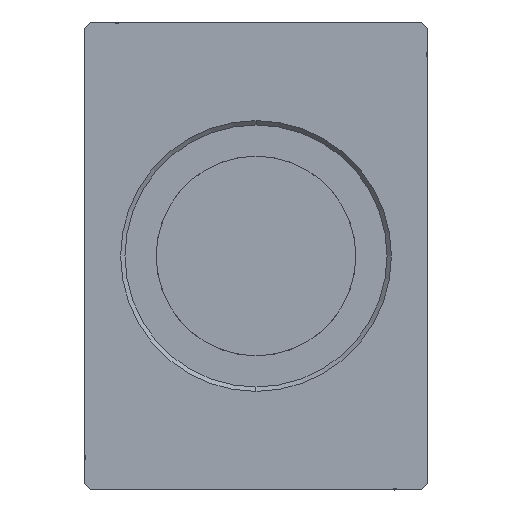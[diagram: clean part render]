
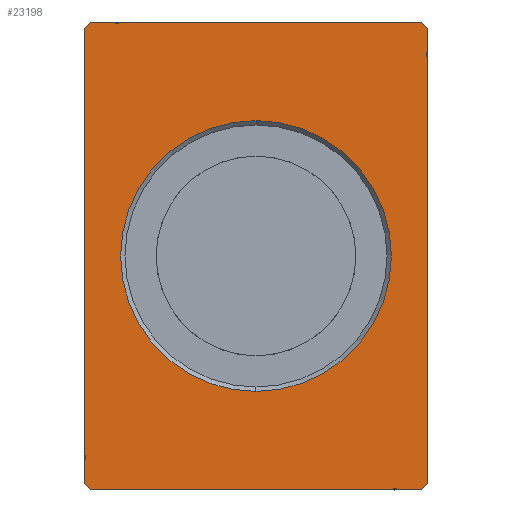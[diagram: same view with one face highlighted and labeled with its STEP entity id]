
A CAD part, left-side view. The second image highlights one B-rep face of the part: STEP entity #23198.
In plain terms, the highlighted planar face has unit normal (-1, 0, 0).
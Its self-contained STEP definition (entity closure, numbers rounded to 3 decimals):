
#90 = CIRCLE ( 'NONE', #27762, 21.7 ) ;
#621 = CARTESIAN_POINT ( 'NONE',  ( 0., -27.5, -36.5 ) ) ;
#961 = VECTOR ( 'NONE', #27749, 1000. ) ;
#1039 = LINE ( 'NONE', #34895, #35664 ) ;
#1364 = VERTEX_POINT ( 'NONE', #27783 ) ;
#1432 = PLANE ( 'NONE',  #9329 ) ;
#1461 = CARTESIAN_POINT ( 'NONE',  ( 0., 27.5, -36.5 ) ) ;
#1845 = EDGE_CURVE ( 'NONE', #18874, #14182, #27129, .T. ) ;
#1896 = ORIENTED_EDGE ( 'NONE', *, *, #20458, .F. ) ;
#2877 = EDGE_CURVE ( 'NONE', #17408, #1364, #27635, .T. ) ;
#3332 = ORIENTED_EDGE ( 'NONE', *, *, #37661, .F. ) ;
#4070 = ORIENTED_EDGE ( 'NONE', *, *, #5958, .F. ) ;
#4400 = DIRECTION ( 'NONE',  ( 0., 0., -1. ) ) ;
#4933 = EDGE_CURVE ( 'NONE', #14182, #18874, #90, .T. ) ;
#5877 = VECTOR ( 'NONE', #21578, 1000. ) ;
#5958 = EDGE_CURVE ( 'NONE', #15654, #11262, #24611, .T. ) ;
#6371 = ORIENTED_EDGE ( 'NONE', *, *, #4933, .T. ) ;
#7539 = ORIENTED_EDGE ( 'NONE', *, *, #21270, .F. ) ;
#7631 = VECTOR ( 'NONE', #35733, 1000. ) ;
#7781 = ORIENTED_EDGE ( 'NONE', *, *, #23468, .F. ) ;
#9204 = LINE ( 'NONE', #9602, #961 ) ;
#9282 = CARTESIAN_POINT ( 'NONE',  ( 0., -26.5, -37.5 ) ) ;
#9313 = VECTOR ( 'NONE', #37512, 1000. ) ;
#9329 = AXIS2_PLACEMENT_3D ( 'NONE', #26246, #23010, #14133 ) ;
#9602 = CARTESIAN_POINT ( 'NONE',  ( 0., 26.5, 37.5 ) ) ;
#9751 = AXIS2_PLACEMENT_3D ( 'NONE', #27495, #34137, #18806 ) ;
#10638 = ORIENTED_EDGE ( 'NONE', *, *, #16216, .F. ) ;
#10950 = ORIENTED_EDGE ( 'NONE', *, *, #1845, .T. ) ;
#11262 = VERTEX_POINT ( 'NONE', #13087 ) ;
#11300 = FACE_BOUND ( 'NONE', #36687, .T. ) ;
#11525 = CARTESIAN_POINT ( 'NONE',  ( 0., 26.5, 37.5 ) ) ;
#12488 = DIRECTION ( 'NONE',  ( 0., 0., -1. ) ) ;
#13087 = CARTESIAN_POINT ( 'NONE',  ( 0., 26.5, -37.5 ) ) ;
#13936 = FACE_OUTER_BOUND ( 'NONE', #37983, .T. ) ;
#14133 = DIRECTION ( 'NONE',  ( 0., 0., -1. ) ) ;
#14182 = VERTEX_POINT ( 'NONE', #30313 ) ;
#15654 = VERTEX_POINT ( 'NONE', #39506 ) ;
#16216 = EDGE_CURVE ( 'NONE', #31500, #26976, #1039, .T. ) ;
#16565 = CARTESIAN_POINT ( 'NONE',  ( 0., 27.5, 36.5 ) ) ;
#16738 = CARTESIAN_POINT ( 'NONE',  ( 0., 27.5, -36.5 ) ) ;
#17108 = DIRECTION ( 'NONE',  ( 0., 0.707, 0.707 ) ) ;
#17301 = CARTESIAN_POINT ( 'NONE',  ( 0., 26.5, -37.5 ) ) ;
#17408 = VERTEX_POINT ( 'NONE', #23356 ) ;
#18139 = CARTESIAN_POINT ( 'NONE',  ( 0., 0., 0. ) ) ;
#18740 = VERTEX_POINT ( 'NONE', #16738 ) ;
#18806 = DIRECTION ( 'NONE',  ( 0., 0., -1. ) ) ;
#18874 = VERTEX_POINT ( 'NONE', #30826 ) ;
#19282 = ORIENTED_EDGE ( 'NONE', *, *, #2877, .F. ) ;
#19657 = VECTOR ( 'NONE', #4400, 1000. ) ;
#20458 = EDGE_CURVE ( 'NONE', #11262, #18740, #38488, .T. ) ;
#20616 = ORIENTED_EDGE ( 'NONE', *, *, #22714, .F. ) ;
#21176 = CARTESIAN_POINT ( 'NONE',  ( 0., -26.5, 37.5 ) ) ;
#21270 = EDGE_CURVE ( 'NONE', #36367, #15654, #21979, .T. ) ;
#21280 = CARTESIAN_POINT ( 'NONE',  ( 0., -27.5, -36.5 ) ) ;
#21578 = DIRECTION ( 'NONE',  ( 0., 1., 0. ) ) ;
#21979 = LINE ( 'NONE', #621, #9313 ) ;
#22646 = VECTOR ( 'NONE', #30665, 1000. ) ;
#22714 = EDGE_CURVE ( 'NONE', #26976, #17408, #9204, .T. ) ;
#23010 = DIRECTION ( 'NONE',  ( 1., 0., 0. ) ) ;
#23198 = ADVANCED_FACE ( 'NONE', ( #11300, #13936 ), #1432, .F. ) ;
#23356 = CARTESIAN_POINT ( 'NONE',  ( 0., -26.5, 37.5 ) ) ;
#23468 = EDGE_CURVE ( 'NONE', #1364, #36367, #34843, .T. ) ;
#24611 = LINE ( 'NONE', #9282, #5877 ) ;
#26246 = CARTESIAN_POINT ( 'NONE',  ( 0., 0., 0. ) ) ;
#26976 = VERTEX_POINT ( 'NONE', #11525 ) ;
#27129 = CIRCLE ( 'NONE', #9751, 21.7 ) ;
#27495 = CARTESIAN_POINT ( 'NONE',  ( 0., 0., 0. ) ) ;
#27635 = LINE ( 'NONE', #21176, #22646 ) ;
#27749 = DIRECTION ( 'NONE',  ( 0., -1., 0. ) ) ;
#27762 = AXIS2_PLACEMENT_3D ( 'NONE', #18139, #27815, #12488 ) ;
#27783 = CARTESIAN_POINT ( 'NONE',  ( 0., -27.5, 36.5 ) ) ;
#27815 = DIRECTION ( 'NONE',  ( 1., 0., 0. ) ) ;
#29891 = VECTOR ( 'NONE', #17108, 1000. ) ;
#30313 = CARTESIAN_POINT ( 'NONE',  ( 0., 0., -21.7 ) ) ;
#30665 = DIRECTION ( 'NONE',  ( 0., -0.707, -0.707 ) ) ;
#30826 = CARTESIAN_POINT ( 'NONE',  ( 0., 0., 21.7 ) ) ;
#31500 = VERTEX_POINT ( 'NONE', #16565 ) ;
#31887 = DIRECTION ( 'NONE',  ( 0., -0.707, 0.707 ) ) ;
#32896 = LINE ( 'NONE', #1461, #7631 ) ;
#34137 = DIRECTION ( 'NONE',  ( 1., 0., 0. ) ) ;
#34843 = LINE ( 'NONE', #38485, #19657 ) ;
#34895 = CARTESIAN_POINT ( 'NONE',  ( 0., 27.5, 36.5 ) ) ;
#35664 = VECTOR ( 'NONE', #31887, 1000. ) ;
#35733 = DIRECTION ( 'NONE',  ( 0., 0., 1. ) ) ;
#36367 = VERTEX_POINT ( 'NONE', #21280 ) ;
#36687 = EDGE_LOOP ( 'NONE', ( #10950, #6371 ) ) ;
#37512 = DIRECTION ( 'NONE',  ( 0., 0.707, -0.707 ) ) ;
#37661 = EDGE_CURVE ( 'NONE', #18740, #31500, #32896, .T. ) ;
#37983 = EDGE_LOOP ( 'NONE', ( #10638, #3332, #1896, #4070, #7539, #7781, #19282, #20616 ) ) ;
#38485 = CARTESIAN_POINT ( 'NONE',  ( 0., -27.5, 36.5 ) ) ;
#38488 = LINE ( 'NONE', #17301, #29891 ) ;
#39506 = CARTESIAN_POINT ( 'NONE',  ( 0., -26.5, -37.5 ) ) ;
